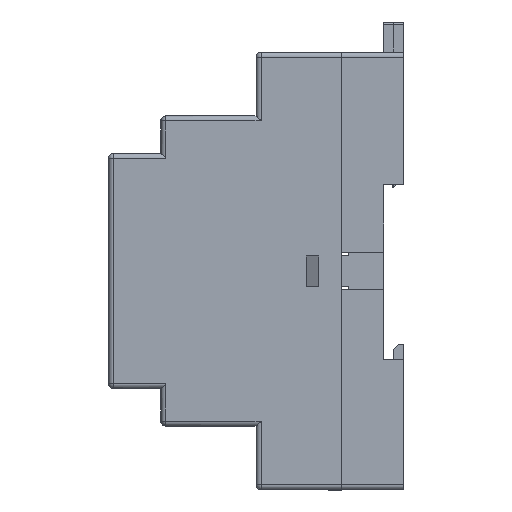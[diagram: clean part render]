
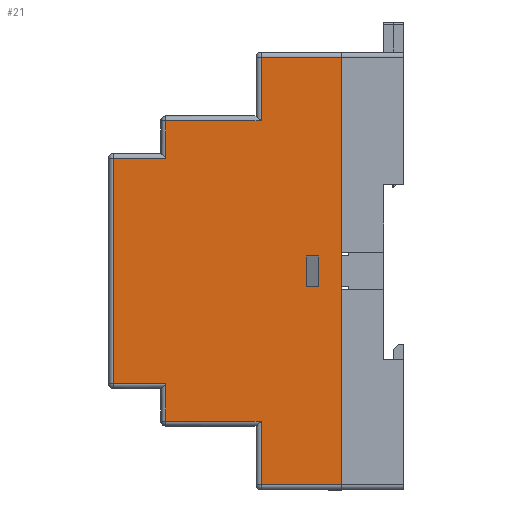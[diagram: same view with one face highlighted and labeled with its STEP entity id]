
A CAD part, left-side view. The second image highlights one B-rep face of the part: STEP entity #21.
In plain terms, the highlighted planar face has unit normal (-1, 0, 0).
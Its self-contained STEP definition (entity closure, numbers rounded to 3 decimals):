
#17 = VERTEX_POINT ( 'NONE', #636 ) ;
#21 = ADVANCED_FACE ( 'NONE', ( #8267, #9126 ), #7412, .F. ) ;
#87 = CARTESIAN_POINT ( 'NONE',  ( -107., -23.25, -42.75 ) ) ;
#278 = CARTESIAN_POINT ( 'NONE',  ( -107., -6.25, -30. ) ) ;
#339 = ORIENTED_EDGE ( 'NONE', *, *, #8023, .T. ) ;
#436 = DIRECTION ( 'NONE',  ( 0., 0., -1. ) ) ;
#466 = DIRECTION ( 'NONE',  ( 0., 0., -1. ) ) ;
#636 = CARTESIAN_POINT ( 'NONE',  ( -107., -7.25, -42.75 ) ) ;
#721 = CARTESIAN_POINT ( 'NONE',  ( -107., -18.75, -3. ) ) ;
#736 = DIRECTION ( 'NONE',  ( 0., -1., 0. ) ) ;
#808 = CARTESIAN_POINT ( 'NONE',  ( -107., -23.25, -42.75 ) ) ;
#1041 = LINE ( 'NONE', #278, #9825 ) ;
#1296 = VERTEX_POINT ( 'NONE', #6698 ) ;
#1430 = VECTOR ( 'NONE', #8893, 1000. ) ;
#1593 = VERTEX_POINT ( 'NONE', #8810 ) ;
#1601 = CARTESIAN_POINT ( 'NONE',  ( -107., 12.75, -22.5 ) ) ;
#1656 = DIRECTION ( 'NONE',  ( 0., -1., 0. ) ) ;
#1708 = EDGE_CURVE ( 'NONE', #4104, #9191, #9706, .T. ) ;
#1830 = ORIENTED_EDGE ( 'NONE', *, *, #9848, .F. ) ;
#1849 = DIRECTION ( 'NONE',  ( 0., -1., 0. ) ) ;
#1875 = LINE ( 'NONE', #6540, #8421 ) ;
#1919 = CARTESIAN_POINT ( 'NONE',  ( -107., 11.75, -31. ) ) ;
#1995 = ORIENTED_EDGE ( 'NONE', *, *, #3619, .T. ) ;
#2042 = CARTESIAN_POINT ( 'NONE',  ( -107., 11.75, 23.5 ) ) ;
#2698 = VERTEX_POINT ( 'NONE', #6367 ) ;
#2746 = CARTESIAN_POINT ( 'NONE',  ( -107., 23.25, 22.5 ) ) ;
#2769 = EDGE_CURVE ( 'NONE', #8492, #17, #3193, .T. ) ;
#2839 = LINE ( 'NONE', #2746, #5352 ) ;
#2860 = LINE ( 'NONE', #6738, #3602 ) ;
#2874 = EDGE_CURVE ( 'NONE', #1593, #8492, #1041, .T. ) ;
#2880 = ORIENTED_EDGE ( 'NONE', *, *, #4903, .T. ) ;
#3066 = VECTOR ( 'NONE', #5131, 1000. ) ;
#3190 = EDGE_CURVE ( 'NONE', #7852, #2698, #3470, .T. ) ;
#3193 = LINE ( 'NONE', #6261, #3214 ) ;
#3214 = VECTOR ( 'NONE', #7067, 1000. ) ;
#3290 = VECTOR ( 'NONE', #1656, 1000. ) ;
#3339 = ORIENTED_EDGE ( 'NONE', *, *, #3866, .F. ) ;
#3350 = ORIENTED_EDGE ( 'NONE', *, *, #2769, .T. ) ;
#3443 = EDGE_CURVE ( 'NONE', #2698, #7363, #9857, .T. ) ;
#3470 = LINE ( 'NONE', #8703, #1430 ) ;
#3492 = CARTESIAN_POINT ( 'NONE',  ( -107., 11.75, 30. ) ) ;
#3512 = DIRECTION ( 'NONE',  ( 0., 0., -1. ) ) ;
#3547 = DIRECTION ( 'NONE',  ( 0., 1., 0. ) ) ;
#3570 = CARTESIAN_POINT ( 'NONE',  ( -107., -18.75, 3. ) ) ;
#3602 = VECTOR ( 'NONE', #466, 1000. ) ;
#3619 = EDGE_CURVE ( 'NONE', #7363, #8306, #8491, .T. ) ;
#3668 = CARTESIAN_POINT ( 'NONE',  ( -107., 22.25, -22.5 ) ) ;
#3705 = DIRECTION ( 'NONE',  ( 0., 1., 0. ) ) ;
#3807 = CARTESIAN_POINT ( 'NONE',  ( -107., -7.25, 31. ) ) ;
#3852 = DIRECTION ( 'NONE',  ( 0., 0., -1. ) ) ;
#3866 = EDGE_CURVE ( 'NONE', #9266, #5920, #5916, .T. ) ;
#3939 = DIRECTION ( 'NONE',  ( 0., -1., 0. ) ) ;
#3968 = CARTESIAN_POINT ( 'NONE',  ( -107., 12.75, 30. ) ) ;
#4104 = VERTEX_POINT ( 'NONE', #3492 ) ;
#4228 = CARTESIAN_POINT ( 'NONE',  ( -107., -7.25, -30. ) ) ;
#4272 = CARTESIAN_POINT ( 'NONE',  ( -107., -16.25, 3. ) ) ;
#4305 = ORIENTED_EDGE ( 'NONE', *, *, #6328, .F. ) ;
#4325 = LINE ( 'NONE', #3570, #6338 ) ;
#4430 = CARTESIAN_POINT ( 'NONE',  ( -107., -7.25, 42.75 ) ) ;
#4532 = CARTESIAN_POINT ( 'NONE',  ( -107., -18.75, -3. ) ) ;
#4783 = DIRECTION ( 'NONE',  ( 0., 0., -1. ) ) ;
#4903 = EDGE_CURVE ( 'NONE', #1296, #1593, #8838, .T. ) ;
#4940 = ORIENTED_EDGE ( 'NONE', *, *, #9165, .T. ) ;
#4945 = EDGE_CURVE ( 'NONE', #8306, #4104, #7809, .T. ) ;
#5084 = ORIENTED_EDGE ( 'NONE', *, *, #1708, .T. ) ;
#5131 = DIRECTION ( 'NONE',  ( 0., 0., -1. ) ) ;
#5223 = VECTOR ( 'NONE', #736, 1000. ) ;
#5346 = ORIENTED_EDGE ( 'NONE', *, *, #6958, .T. ) ;
#5352 = VECTOR ( 'NONE', #8225, 1000. ) ;
#5555 = AXIS2_PLACEMENT_3D ( 'NONE', #8920, #9073, #436 ) ;
#5902 = VERTEX_POINT ( 'NONE', #3668 ) ;
#5916 = LINE ( 'NONE', #6013, #8512 ) ;
#5920 = VERTEX_POINT ( 'NONE', #4272 ) ;
#5934 = VECTOR ( 'NONE', #3852, 1000. ) ;
#6013 = CARTESIAN_POINT ( 'NONE',  ( -107., -18.75, 3. ) ) ;
#6054 = ORIENTED_EDGE ( 'NONE', *, *, #3443, .T. ) ;
#6261 = CARTESIAN_POINT ( 'NONE',  ( -107., -7.25, -43.75 ) ) ;
#6262 = LINE ( 'NONE', #87, #3290 ) ;
#6279 = VERTEX_POINT ( 'NONE', #6300 ) ;
#6300 = CARTESIAN_POINT ( 'NONE',  ( -107., -16.25, -3. ) ) ;
#6328 = EDGE_CURVE ( 'NONE', #5920, #6279, #2860, .T. ) ;
#6338 = VECTOR ( 'NONE', #6652, 1000. ) ;
#6367 = CARTESIAN_POINT ( 'NONE',  ( -107., -23.25, 42.75 ) ) ;
#6484 = CARTESIAN_POINT ( 'NONE',  ( -107., 11.75, 22.5 ) ) ;
#6540 = CARTESIAN_POINT ( 'NONE',  ( -107., 22.25, -23.5 ) ) ;
#6578 = DIRECTION ( 'NONE',  ( 0., 1., 0. ) ) ;
#6652 = DIRECTION ( 'NONE',  ( 0., 0., 1. ) ) ;
#6698 = CARTESIAN_POINT ( 'NONE',  ( -107., 11.75, -22.5 ) ) ;
#6738 = CARTESIAN_POINT ( 'NONE',  ( -107., -16.25, 3. ) ) ;
#6744 = VECTOR ( 'NONE', #3705, 1000. ) ;
#6870 = ORIENTED_EDGE ( 'NONE', *, *, #4945, .T. ) ;
#6958 = EDGE_CURVE ( 'NONE', #5902, #1296, #8520, .T. ) ;
#7067 = DIRECTION ( 'NONE',  ( 0., 0., -1. ) ) ;
#7158 = EDGE_CURVE ( 'NONE', #9003, #9266, #4325, .T. ) ;
#7363 = VERTEX_POINT ( 'NONE', #4430 ) ;
#7389 = ORIENTED_EDGE ( 'NONE', *, *, #3190, .T. ) ;
#7412 = PLANE ( 'NONE',  #5555 ) ;
#7695 = EDGE_LOOP ( 'NONE', ( #3350, #9740, #7389, #6054, #1995, #6870, #5084, #339, #4940, #5346, #2880, #9710 ) ) ;
#7809 = LINE ( 'NONE', #3968, #9940 ) ;
#7852 = VERTEX_POINT ( 'NONE', #808 ) ;
#8023 = EDGE_CURVE ( 'NONE', #9191, #9342, #2839, .T. ) ;
#8130 = VECTOR ( 'NONE', #3939, 1000. ) ;
#8225 = DIRECTION ( 'NONE',  ( 0., 1., 0. ) ) ;
#8267 = FACE_BOUND ( 'NONE', #8521, .T. ) ;
#8304 = EDGE_CURVE ( 'NONE', #17, #7852, #6262, .T. ) ;
#8306 = VERTEX_POINT ( 'NONE', #9378 ) ;
#8395 = CARTESIAN_POINT ( 'NONE',  ( -107., -6.25, 42.75 ) ) ;
#8421 = VECTOR ( 'NONE', #3512, 1000. ) ;
#8471 = VECTOR ( 'NONE', #4783, 1000. ) ;
#8491 = LINE ( 'NONE', #3807, #5934 ) ;
#8492 = VERTEX_POINT ( 'NONE', #4228 ) ;
#8512 = VECTOR ( 'NONE', #3547, 1000. ) ;
#8513 = LINE ( 'NONE', #4532, #5223 ) ;
#8520 = LINE ( 'NONE', #1601, #8130 ) ;
#8521 = EDGE_LOOP ( 'NONE', ( #4305, #3339, #9508, #1830 ) ) ;
#8703 = CARTESIAN_POINT ( 'NONE',  ( -107., -23.25, -43.75 ) ) ;
#8803 = CARTESIAN_POINT ( 'NONE',  ( -107., -18.75, 3. ) ) ;
#8810 = CARTESIAN_POINT ( 'NONE',  ( -107., 11.75, -30. ) ) ;
#8838 = LINE ( 'NONE', #1919, #8471 ) ;
#8893 = DIRECTION ( 'NONE',  ( 0., 0., 1. ) ) ;
#8920 = CARTESIAN_POINT ( 'NONE',  ( -107., 0., 0. ) ) ;
#9003 = VERTEX_POINT ( 'NONE', #721 ) ;
#9073 = DIRECTION ( 'NONE',  ( 1., 0., 0. ) ) ;
#9126 = FACE_OUTER_BOUND ( 'NONE', #7695, .T. ) ;
#9165 = EDGE_CURVE ( 'NONE', #9342, #5902, #1875, .T. ) ;
#9191 = VERTEX_POINT ( 'NONE', #6484 ) ;
#9266 = VERTEX_POINT ( 'NONE', #8803 ) ;
#9342 = VERTEX_POINT ( 'NONE', #9855 ) ;
#9378 = CARTESIAN_POINT ( 'NONE',  ( -107., -7.25, 30. ) ) ;
#9508 = ORIENTED_EDGE ( 'NONE', *, *, #7158, .F. ) ;
#9706 = LINE ( 'NONE', #2042, #3066 ) ;
#9710 = ORIENTED_EDGE ( 'NONE', *, *, #2874, .T. ) ;
#9740 = ORIENTED_EDGE ( 'NONE', *, *, #8304, .T. ) ;
#9825 = VECTOR ( 'NONE', #1849, 1000. ) ;
#9848 = EDGE_CURVE ( 'NONE', #6279, #9003, #8513, .T. ) ;
#9855 = CARTESIAN_POINT ( 'NONE',  ( -107., 22.25, 22.5 ) ) ;
#9857 = LINE ( 'NONE', #8395, #6744 ) ;
#9940 = VECTOR ( 'NONE', #6578, 1000. ) ;
